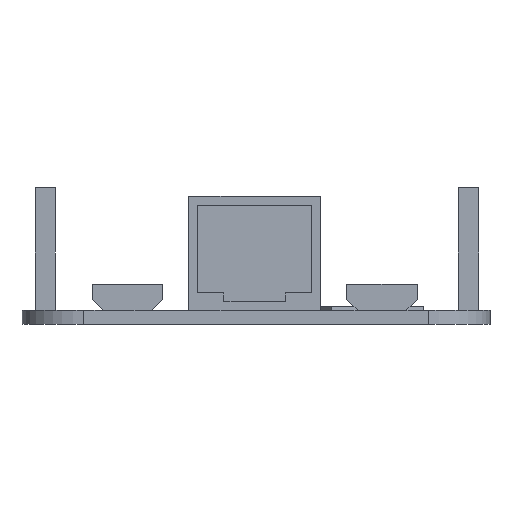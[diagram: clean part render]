
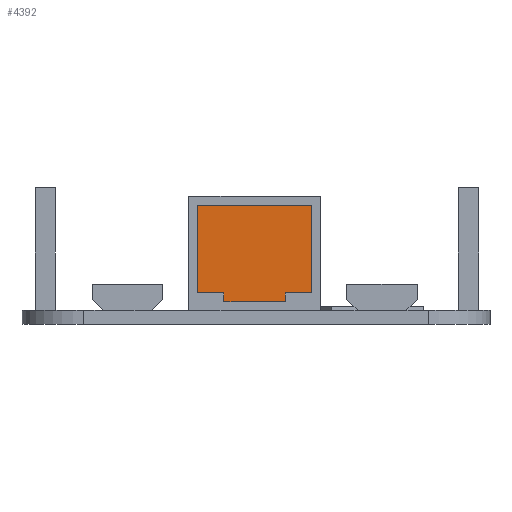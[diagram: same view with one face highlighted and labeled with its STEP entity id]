
A CAD part, left-side view. The second image highlights one B-rep face of the part: STEP entity #4392.
In plain terms, the highlighted planar face has unit normal (-1, 0, 0).
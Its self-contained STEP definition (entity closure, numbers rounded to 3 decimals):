
#22 = VERTEX_POINT ( 'NONE', #3053 ) ;
#57 = EDGE_CURVE ( 'NONE', #870, #22, #2790, .T. ) ;
#218 = CARTESIAN_POINT ( 'NONE',  ( 14., 30.3, 3.6 ) ) ;
#358 = CARTESIAN_POINT ( 'NONE',  ( 14., 30.3, 3.6 ) ) ;
#388 = ORIENTED_EDGE ( 'NONE', *, *, #1914, .T. ) ;
#411 = DIRECTION ( 'NONE',  ( 0., 0., 1. ) ) ;
#460 = DIRECTION ( 'NONE',  ( 0., 0., -1. ) ) ;
#509 = ORIENTED_EDGE ( 'NONE', *, *, #57, .T. ) ;
#648 = DIRECTION ( 'NONE',  ( 1., 0., 0. ) ) ;
#660 = LINE ( 'NONE', #6290, #5943 ) ;
#870 = VERTEX_POINT ( 'NONE', #5728 ) ;
#967 = VECTOR ( 'NONE', #1561, 1000. ) ;
#1032 = CARTESIAN_POINT ( 'NONE',  ( 14., 33.3, 3.6 ) ) ;
#1182 = EDGE_CURVE ( 'NONE', #2586, #4601, #3365, .T. ) ;
#1225 = EDGE_CURVE ( 'NONE', #4601, #4247, #660, .T. ) ;
#1451 = VECTOR ( 'NONE', #2064, 1000. ) ;
#1561 = DIRECTION ( 'NONE',  ( 0., -1., 0. ) ) ;
#1585 = CARTESIAN_POINT ( 'NONE',  ( 14., 23.3, 3.6 ) ) ;
#1842 = FACE_OUTER_BOUND ( 'NONE', #6019, .T. ) ;
#1872 = EDGE_CURVE ( 'NONE', #22, #3187, #6595, .T. ) ;
#1914 = EDGE_CURVE ( 'NONE', #3187, #2586, #6105, .T. ) ;
#2016 = VECTOR ( 'NONE', #3901, 1000. ) ;
#2064 = DIRECTION ( 'NONE',  ( 0., 1., 0. ) ) ;
#2314 = VECTOR ( 'NONE', #460, 1000. ) ;
#2341 = ORIENTED_EDGE ( 'NONE', *, *, #1225, .T. ) ;
#2384 = AXIS2_PLACEMENT_3D ( 'NONE', #2678, #648, #4228 ) ;
#2516 = VECTOR ( 'NONE', #411, 1000. ) ;
#2586 = VERTEX_POINT ( 'NONE', #358 ) ;
#2633 = EDGE_CURVE ( 'NONE', #4247, #3610, #3878, .T. ) ;
#2678 = CARTESIAN_POINT ( 'NONE',  ( 14., 0., 0. ) ) ;
#2790 = LINE ( 'NONE', #4163, #1451 ) ;
#2812 = VECTOR ( 'NONE', #3102, 1000. ) ;
#2961 = EDGE_CURVE ( 'NONE', #4651, #870, #2983, .T. ) ;
#2983 = LINE ( 'NONE', #6287, #4041 ) ;
#3053 = CARTESIAN_POINT ( 'NONE',  ( 14., 33.3, 13.6 ) ) ;
#3102 = DIRECTION ( 'NONE',  ( 0., -1., 0. ) ) ;
#3187 = VERTEX_POINT ( 'NONE', #6482 ) ;
#3346 = EDGE_CURVE ( 'NONE', #3610, #4651, #4190, .T. ) ;
#3365 = LINE ( 'NONE', #218, #2016 ) ;
#3610 = VERTEX_POINT ( 'NONE', #4838 ) ;
#3644 = ORIENTED_EDGE ( 'NONE', *, *, #1182, .T. ) ;
#3716 = PLANE ( 'NONE',  #2384 ) ;
#3832 = DIRECTION ( 'NONE',  ( 0., -1., 0. ) ) ;
#3873 = ORIENTED_EDGE ( 'NONE', *, *, #1872, .T. ) ;
#3878 = LINE ( 'NONE', #6560, #2516 ) ;
#3894 = ORIENTED_EDGE ( 'NONE', *, *, #3346, .T. ) ;
#3901 = DIRECTION ( 'NONE',  ( 0., 0., -1. ) ) ;
#3909 = CARTESIAN_POINT ( 'NONE',  ( 14., 20.3, 3.6 ) ) ;
#4041 = VECTOR ( 'NONE', #6308, 1000. ) ;
#4163 = CARTESIAN_POINT ( 'NONE',  ( 14., 33.3, 13.6 ) ) ;
#4190 = LINE ( 'NONE', #1585, #2812 ) ;
#4228 = DIRECTION ( 'NONE',  ( 0., 0., -1. ) ) ;
#4247 = VERTEX_POINT ( 'NONE', #5116 ) ;
#4392 = ADVANCED_FACE ( 'NONE', ( #1842 ), #3716, .F. ) ;
#4572 = CARTESIAN_POINT ( 'NONE',  ( 14., 33.3, 13.6 ) ) ;
#4601 = VERTEX_POINT ( 'NONE', #4893 ) ;
#4651 = VERTEX_POINT ( 'NONE', #3909 ) ;
#4838 = CARTESIAN_POINT ( 'NONE',  ( 14., 23.3, 3.6 ) ) ;
#4893 = CARTESIAN_POINT ( 'NONE',  ( 14., 30.3, 2.6 ) ) ;
#5116 = CARTESIAN_POINT ( 'NONE',  ( 14., 23.3, 2.6 ) ) ;
#5728 = CARTESIAN_POINT ( 'NONE',  ( 14., 20.3, 13.6 ) ) ;
#5943 = VECTOR ( 'NONE', #3832, 1000. ) ;
#6019 = EDGE_LOOP ( 'NONE', ( #509, #3873, #388, #3644, #2341, #6075, #3894, #6198 ) ) ;
#6075 = ORIENTED_EDGE ( 'NONE', *, *, #2633, .T. ) ;
#6105 = LINE ( 'NONE', #1032, #967 ) ;
#6198 = ORIENTED_EDGE ( 'NONE', *, *, #2961, .T. ) ;
#6287 = CARTESIAN_POINT ( 'NONE',  ( 14., 20.3, 13.6 ) ) ;
#6290 = CARTESIAN_POINT ( 'NONE',  ( 14., 30.3, 2.6 ) ) ;
#6308 = DIRECTION ( 'NONE',  ( 0., 0., 1. ) ) ;
#6482 = CARTESIAN_POINT ( 'NONE',  ( 14., 33.3, 3.6 ) ) ;
#6560 = CARTESIAN_POINT ( 'NONE',  ( 14., 23.3, 2.6 ) ) ;
#6595 = LINE ( 'NONE', #4572, #2314 ) ;
